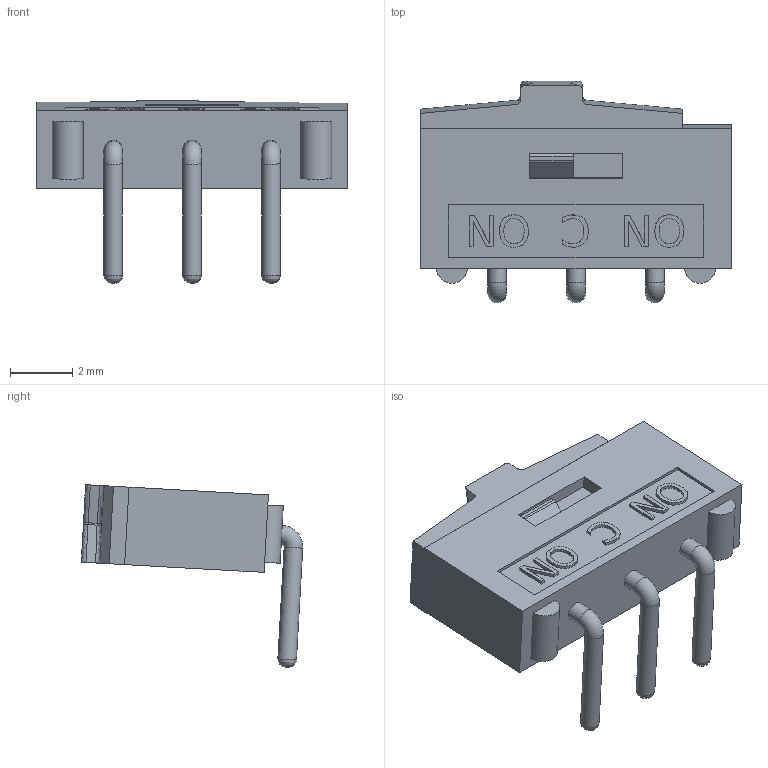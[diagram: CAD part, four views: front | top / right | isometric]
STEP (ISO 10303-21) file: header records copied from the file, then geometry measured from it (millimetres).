
FILE_DESCRIPTION(/* description */ (''),/* implementation_level */ '2;1');
FILE_NAME(/* name */ 'BSI-10h.step',/* time_stamp */ '2025-07-30T19:54:28+03:00',/* author */ (''),/* organization */ (''),/* preprocessor_version */ 'ST-DEVELOPER v20.1',/* originating_system */ 'Autodesk Translation Framework v14.10.0.0',/* authorisation */ '');
FILE_SCHEMA (('AUTOMOTIVE_DESIGN { 1 0 10303 214 3 1 1 }'));
Length unit declared in the file: millimetre
Products named in the file (3): Invader Base v2; BSI-10H; Document
Assembly tree (2 placements, depth 3):
  Invader Base v2
    BSI-10H
      Document
Bounding box: 10 x 7.14 x 5.88 mm (x, y, z)
Volume: 114.2 mm3; surface area: 326.5 mm2
Topology: 2 solids, 2 shells, 128 faces, 308 edges, 201 vertices
Faces by surface type: plane 89, bspline 20, cylinder 14, torus 3, sphere 2
Full cylindrical faces by diameter (mm): 0.6 x6
Entity records: 4988 total; most frequent: CARTESIAN_POINT 1895, ORIENTED_EDGE 616, DIRECTION 577, EDGE_CURVE 308, LINE 231, VECTOR 231, VERTEX_POINT 201, AXIS2_PLACEMENT_3D 173
